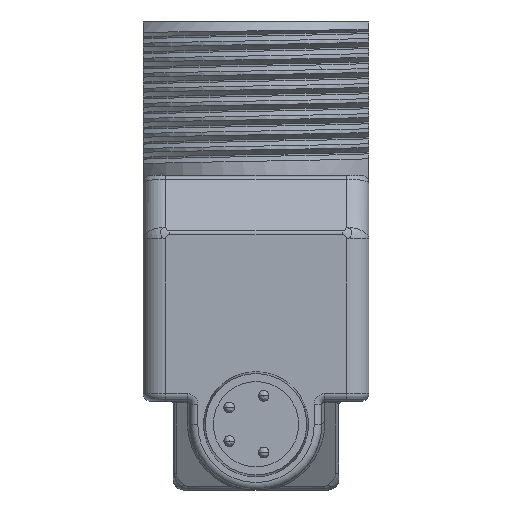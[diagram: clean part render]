
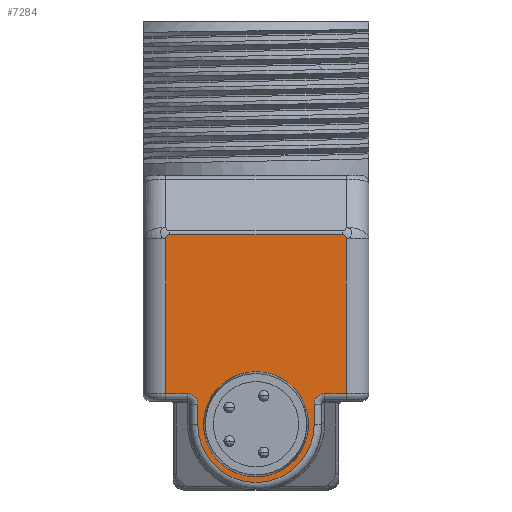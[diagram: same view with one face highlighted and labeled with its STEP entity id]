
A CAD part, front view. The second image highlights one B-rep face of the part: STEP entity #7284.
In plain terms, the highlighted planar face has unit normal (0, -1, 0).
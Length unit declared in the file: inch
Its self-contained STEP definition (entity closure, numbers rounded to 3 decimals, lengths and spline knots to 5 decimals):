
#530=DIRECTION('',(0.,0.,-1.));
#531=VECTOR('',#530,0.40544);
#532=CARTESIAN_POINT('',(-0.23622,-0.67913,
0.13772));
#533=LINE('',#532,#531);
#543=CARTESIAN_POINT('',(-0.23622,-0.67913,
0.13772));
#544=CARTESIAN_POINT('',(-0.23608,-0.67913,
0.14281));
#545=CARTESIAN_POINT('',(-0.23076,-0.67913,
0.14827));
#546=CARTESIAN_POINT('',(-0.22567,-0.67913,
0.14827));
#548=CARTESIAN_POINT('',(0.23622,-0.67913,
0.13772));
#549=CARTESIAN_POINT('',(0.23608,-0.67913,
0.14281));
#550=CARTESIAN_POINT('',(0.23076,-0.67913,
0.14827));
#551=CARTESIAN_POINT('',(0.22567,-0.67913,
0.14827));
#553=CARTESIAN_POINT('',(0.,-0.67913,-0.34764));
#554=DIRECTION('',(0.,-1.,0.));
#555=DIRECTION('',(1.,0.,0.));
#556=AXIS2_PLACEMENT_3D('',#553,#554,#555);
#558=CARTESIAN_POINT('',(0.,-0.67913,-0.34764));
#559=DIRECTION('',(0.,-1.,0.));
#560=DIRECTION('',(-1.,0.,0.));
#561=AXIS2_PLACEMENT_3D('',#558,#559,#560);
#567=DIRECTION('',(0.,0.,1.));
#568=VECTOR('',#567,0.40544);
#569=CARTESIAN_POINT('',(0.23622,-0.67913,
-0.26772));
#570=LINE('',#569,#568);
#1301=CARTESIAN_POINT('',(-0.17992,-0.67913,
-0.29528));
#1302=DIRECTION('',(0.,-1.,0.));
#1303=DIRECTION('',(1.,0.,0.));
#1304=AXIS2_PLACEMENT_3D('',#1301,#1302,#1303);
#1315=DIRECTION('',(-1.,0.,0.));
#1316=VECTOR('',#1315,0.0563);
#1317=CARTESIAN_POINT('',(-0.17992,-0.67913,
-0.26772));
#1318=LINE('',#1317,#1316);
#1356=DIRECTION('',(0.,0.,1.));
#1357=VECTOR('',#1356,0.05236);
#1358=CARTESIAN_POINT('',(-0.15236,-0.67913,
-0.34764));
#1359=LINE('',#1358,#1357);
#1374=CARTESIAN_POINT('',(0.,-0.67913,-0.34764));
#1375=DIRECTION('',(0.,1.,0.));
#1376=DIRECTION('',(1.,0.,0.));
#1377=AXIS2_PLACEMENT_3D('',#1374,#1375,#1376);
#1388=DIRECTION('',(0.,0.,-1.));
#1389=VECTOR('',#1388,0.05236);
#1390=CARTESIAN_POINT('',(0.15236,-0.67913,
-0.29528));
#1391=LINE('',#1390,#1389);
#1419=CARTESIAN_POINT('',(0.17992,-0.67913,
-0.29528));
#1420=DIRECTION('',(0.,-1.,0.));
#1421=DIRECTION('',(0.,0.,1.));
#1422=AXIS2_PLACEMENT_3D('',#1419,#1420,#1421);
#1433=DIRECTION('',(-1.,0.,0.));
#1434=VECTOR('',#1433,0.0563);
#1435=CARTESIAN_POINT('',(0.23622,-0.67913,
-0.26772));
#1436=LINE('',#1435,#1434);
#5530=DIRECTION('',(-1.,0.,0.));
#5531=VECTOR('',#5530,0.45134);
#5532=CARTESIAN_POINT('',(0.22567,-0.67913,
0.14827));
#5533=LINE('',#5532,#5531);
#6269=VERTEX_POINT('',#548);
#6270=VERTEX_POINT('',#551);
#6276=CARTESIAN_POINT('',(-0.22567,-0.67913,
0.14827));
#6277=VERTEX_POINT('',#6276);
#6278=VERTEX_POINT('',#543);
#6790=CARTESIAN_POINT('',(-0.23622,-0.67913,
-0.26772));
#6791=VERTEX_POINT('',#6790);
#6794=CARTESIAN_POINT('',(-0.17992,-0.67913,
-0.26772));
#6795=VERTEX_POINT('',#6794);
#6798=CARTESIAN_POINT('',(-0.15236,-0.67913,
-0.29528));
#6799=VERTEX_POINT('',#6798);
#6802=CARTESIAN_POINT('',(-0.15236,-0.67913,
-0.34764));
#6803=VERTEX_POINT('',#6802);
#6806=CARTESIAN_POINT('',(0.15236,-0.67913,
-0.34764));
#6807=VERTEX_POINT('',#6806);
#6810=CARTESIAN_POINT('',(0.15236,-0.67913,
-0.29528));
#6811=VERTEX_POINT('',#6810);
#6814=CARTESIAN_POINT('',(0.17992,-0.67913,
-0.26772));
#6815=VERTEX_POINT('',#6814);
#6818=CARTESIAN_POINT('',(0.23622,-0.67913,
-0.26772));
#6819=VERTEX_POINT('',#6818);
#6913=CARTESIAN_POINT('',(0.1275,-0.67913,-0.34764));
#6914=CARTESIAN_POINT('',(-0.1275,-0.67913,-0.34764));
#6915=VERTEX_POINT('',#6913);
#6916=VERTEX_POINT('',#6914);
#7248=CARTESIAN_POINT('',(-0.29528,-0.67913,0.));
#7249=DIRECTION('',(0.,-1.,0.));
#7250=DIRECTION('',(1.,0.,0.));
#7251=AXIS2_PLACEMENT_3D('',#7248,#7249,#7250);
#7252=PLANE('',#7251);
#7254=ORIENTED_EDGE('',*,*,#7253,.F.);
#7256=ORIENTED_EDGE('',*,*,#7255,.T.);
#7258=ORIENTED_EDGE('',*,*,#7257,.T.);
#7260=ORIENTED_EDGE('',*,*,#7259,.T.);
#7262=ORIENTED_EDGE('',*,*,#7261,.T.);
#7264=ORIENTED_EDGE('',*,*,#7263,.T.);
#7266=ORIENTED_EDGE('',*,*,#7265,.T.);
#7268=ORIENTED_EDGE('',*,*,#7267,.T.);
#7269=ORIENTED_EDGE('',*,*,#7238,.F.);
#7271=ORIENTED_EDGE('',*,*,#7270,.T.);
#7273=ORIENTED_EDGE('',*,*,#7272,.F.);
#7275=ORIENTED_EDGE('',*,*,#7274,.F.);
#7276=EDGE_LOOP('',(#7254,#7256,#7258,#7260,#7262,#7264,#7266,#7268,#7269,#7271,
#7273,#7275));
#7277=FACE_OUTER_BOUND('',#7276,.F.);
#7279=ORIENTED_EDGE('',*,*,#7278,.T.);
#7281=ORIENTED_EDGE('',*,*,#7280,.T.);
#7282=EDGE_LOOP('',(#7279,#7281));
#7283=FACE_BOUND('',#7282,.F.);
#7284=ADVANCED_FACE('',(#7277,#7283),#7252,.T.);
#547=B_SPLINE_CURVE_WITH_KNOTS('',3,(#543,#544,#545,#546),.UNSPECIFIED.,.F.,.F.,
(4,4),(0.,1.),.UNSPECIFIED.);
#552=B_SPLINE_CURVE_WITH_KNOTS('',3,(#548,#549,#550,#551),.UNSPECIFIED.,.F.,.F.,
(4,4),(0.,1.),.UNSPECIFIED.);
#557=CIRCLE('',#556,0.1275);
#562=CIRCLE('',#561,0.1275);
#1305=CIRCLE('',#1304,0.02756);
#1378=CIRCLE('',#1377,0.15236);
#1423=CIRCLE('',#1422,0.02756);
#7238=EDGE_CURVE('',#6278,#6791,#533,.T.);
#7253=EDGE_CURVE('',#6819,#6269,#570,.T.);
#7255=EDGE_CURVE('',#6819,#6815,#1436,.T.);
#7257=EDGE_CURVE('',#6815,#6811,#1423,.T.);
#7259=EDGE_CURVE('',#6811,#6807,#1391,.T.);
#7261=EDGE_CURVE('',#6807,#6803,#1378,.T.);
#7263=EDGE_CURVE('',#6803,#6799,#1359,.T.);
#7265=EDGE_CURVE('',#6799,#6795,#1305,.T.);
#7267=EDGE_CURVE('',#6795,#6791,#1318,.T.);
#7270=EDGE_CURVE('',#6278,#6277,#547,.T.);
#7272=EDGE_CURVE('',#6270,#6277,#5533,.T.);
#7274=EDGE_CURVE('',#6269,#6270,#552,.T.);
#7278=EDGE_CURVE('',#6915,#6916,#557,.T.);
#7280=EDGE_CURVE('',#6916,#6915,#562,.T.);
